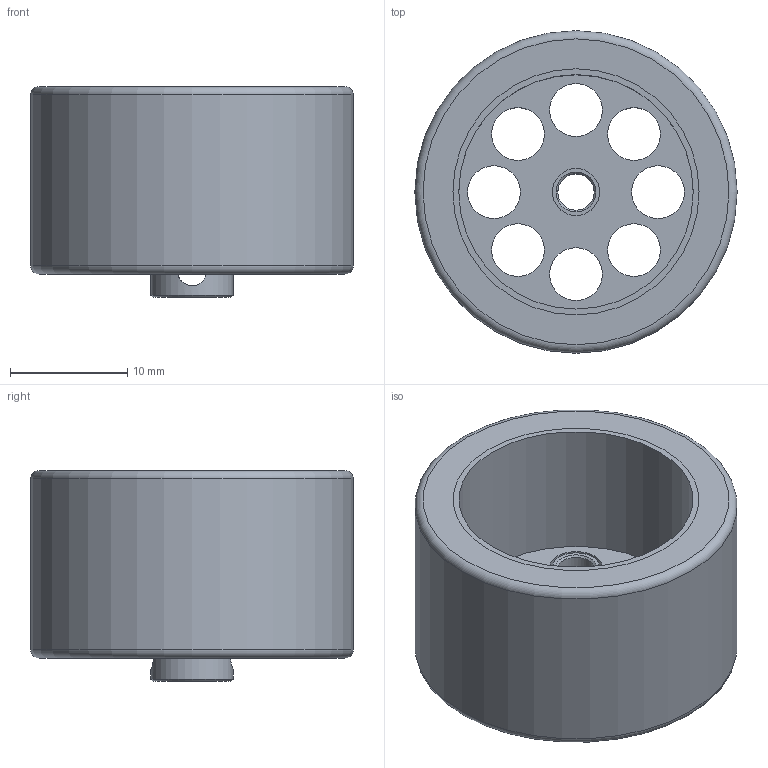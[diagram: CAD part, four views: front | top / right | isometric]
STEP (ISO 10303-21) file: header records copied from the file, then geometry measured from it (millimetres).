
FILE_DESCRIPTION(('FreeCAD Model'),'2;1');
FILE_NAME('scaleauto_27.5x16.step','2017-01-03T20:09:19',('Author'),(''), 'Open CASCADE STEP processor 6.8','FreeCAD','Unknown');
FILE_SCHEMA(('AUTOMOTIVE_DESIGN_CC2 { 1 2 10303 214 -1 1 5 4 }'));
Length unit declared in the file: millimetre
Products named in the file (3): ASSEMBLY; tire-src; wheel-src
Assembly tree (2 placements, depth 2):
  ASSEMBLY
    tire-src
    wheel-src
Bounding box: 27.5 x 27.5 x 18 mm (x, y, z)
Volume: 4793.8 mm3; surface area: 5692.1 mm2
Topology: 2 solids, 2 shells, 34 faces, 92 edges, 65 vertices
Faces by surface type: cylinder 20, plane 9, cone 3, torus 2
Full cylindrical faces by diameter (mm): 2.5 x2, 3.1 x1, 4 x1, 4.5 x8, 7 x1, 20 x2, 21 x2, 27.5 x1
Entity records: 5395 total; most frequent: CARTESIAN_POINT 3536, DIRECTION 303, ORIENTED_EDGE 184, PCURVE 184, DEFINITIONAL_REPRESENTATION 184, LINE 107, VECTOR 107, EDGE_CURVE 92
